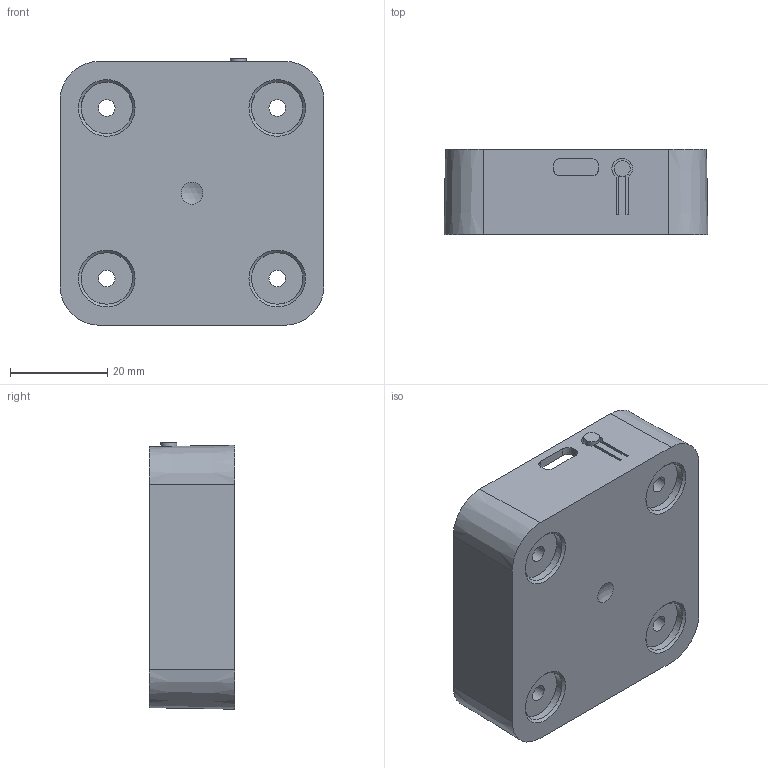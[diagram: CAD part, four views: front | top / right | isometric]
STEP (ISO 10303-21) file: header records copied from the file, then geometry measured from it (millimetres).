
FILE_DESCRIPTION(/* description */ (''),/* implementation_level */ '2;1');
FILE_NAME(/* name */ 'Eros Tracker Case v42 -- increased offset for 3d printing button.step',/* time_stamp */ '2023-10-26T12:22:45-07:00',/* author */ (''),/* organization */ (''),/* preprocessor_version */ 'ST-DEVELOPER v20',/* originating_system */ 'Autodesk Translation Framework v12.14.0.127',/* authorisation */ '');
FILE_SCHEMA (('AUTOMOTIVE_DESIGN { 1 0 10303 214 3 1 1 }'));
Length unit declared in the file: millimetre
Products named in the file (1): Eros Tracker Case
Bounding box: 54.2 x 17.5 x 54.7 mm (x, y, z)
Volume: 16980.6 mm3; surface area: 13819 mm2
Topology: 1 solids, 1 shells, 128 faces, 356 edges, 236 vertices
Faces by surface type: plane 89, cone 26, cylinder 12, sphere 1
Full cylindrical faces by diameter (mm): 3.4 x4
Entity records: 4138 total; most frequent: CARTESIAN_POINT 758, ORIENTED_EDGE 712, DIRECTION 681, EDGE_CURVE 356, LINE 255, VECTOR 255, VERTEX_POINT 236, AXIS2_PLACEMENT_3D 213
